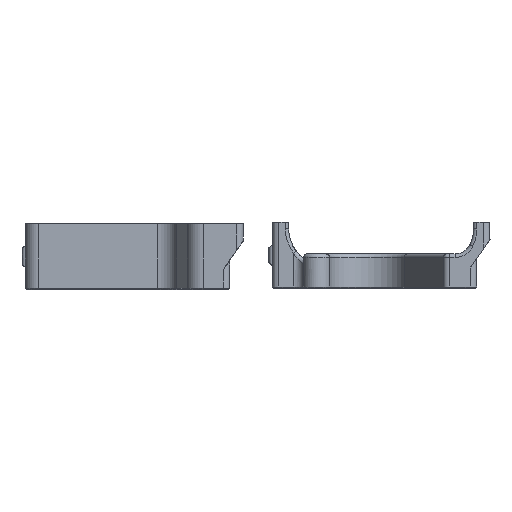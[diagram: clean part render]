
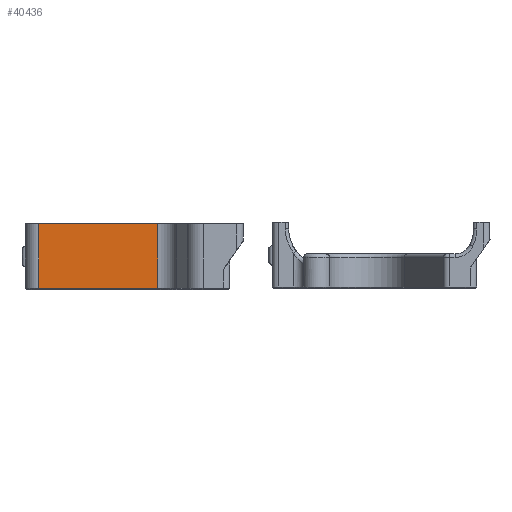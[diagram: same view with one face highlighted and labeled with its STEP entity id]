
A CAD part, left-side view. The second image highlights one B-rep face of the part: STEP entity #40436.
In plain terms, the highlighted face is planar.
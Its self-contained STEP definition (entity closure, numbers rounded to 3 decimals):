
#4862=FACE_OUTER_BOUND('',#7384,.T.);
#7384=EDGE_LOOP('',(#36174,#36175,#36176,#36177));
#11583=LINE('',#70463,#15773);
#11584=LINE('',#70466,#15774);
#11585=LINE('',#70468,#15775);
#11586=LINE('',#70469,#15776);
#15773=VECTOR('',#55445,6.);
#15774=VECTOR('',#55448,10.);
#15775=VECTOR('',#55449,10.);
#15776=VECTOR('',#55450,10.);
#19074=VERTEX_POINT('',#70456);
#19077=VERTEX_POINT('',#70461);
#19078=VERTEX_POINT('',#70465);
#19079=VERTEX_POINT('',#70467);
#24800=EDGE_CURVE('',#19077,#19074,#11583,.T.);
#24801=EDGE_CURVE('',#19078,#19074,#11584,.T.);
#24802=EDGE_CURVE('',#19079,#19077,#11585,.T.);
#24803=EDGE_CURVE('',#19078,#19079,#11586,.T.);
#36174=ORIENTED_EDGE('',*,*,#24801,.T.);
#36175=ORIENTED_EDGE('',*,*,#24800,.F.);
#36176=ORIENTED_EDGE('',*,*,#24802,.F.);
#36177=ORIENTED_EDGE('',*,*,#24803,.F.);
#38023=PLANE('',#44093);
#40436=ADVANCED_FACE('',(#4862),#38023,.F.);
#44093=AXIS2_PLACEMENT_3D('',#70464,#55446,#55447);
#55445=DIRECTION('',(0.,0.,1.));
#55446=DIRECTION('center_axis',(-1.,0.,0.));
#55447=DIRECTION('ref_axis',(0.,1.,0.));
#55448=DIRECTION('',(0.,-1.,0.));
#55449=DIRECTION('',(0.,-1.,0.));
#55450=DIRECTION('',(0.,0.,-1.));
#70456=CARTESIAN_POINT('',(98.03,96.29,0.));
#70461=CARTESIAN_POINT('',(98.03,96.29,-19.6));
#70463=CARTESIAN_POINT('',(98.03,96.29,-19.6));
#70464=CARTESIAN_POINT('Origin',(98.03,96.29,-19.6));
#70465=CARTESIAN_POINT('',(98.03,132.392,0.));
#70466=CARTESIAN_POINT('',(98.03,99.841,0.));
#70467=CARTESIAN_POINT('',(98.03,132.392,-19.6));
#70468=CARTESIAN_POINT('',(98.03,99.841,-19.6));
#70469=CARTESIAN_POINT('',(98.03,132.392,-19.6));
